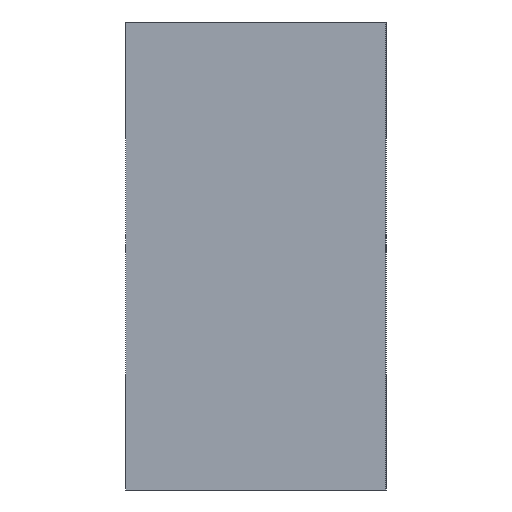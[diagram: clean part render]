
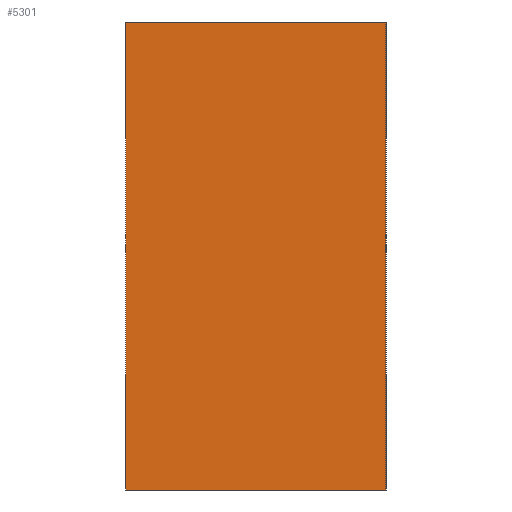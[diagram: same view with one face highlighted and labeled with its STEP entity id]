
A CAD part, left-side view. The second image highlights one B-rep face of the part: STEP entity #5301.
In plain terms, the highlighted planar face has unit normal (-1, 0, 0).
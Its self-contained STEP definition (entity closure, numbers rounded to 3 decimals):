
#68=PLANE('',#5677);
#446=FACE_OUTER_BOUND('',#768,.T.);
#768=EDGE_LOOP('',(#4688,#4689,#4690,#4691));
#1502=LINE('',#22577,#1795);
#1505=LINE('',#22583,#1798);
#1510=LINE('',#22592,#1803);
#1515=LINE('',#22600,#1808);
#1795=VECTOR('',#6670,10.);
#1798=VECTOR('',#6675,10.);
#1803=VECTOR('',#6684,10.);
#1808=VECTOR('',#6691,10.);
#2300=VERTEX_POINT('',#22574);
#2301=VERTEX_POINT('',#22576);
#2302=VERTEX_POINT('',#22580);
#2303=VERTEX_POINT('',#22582);
#3096=EDGE_CURVE('',#2301,#2300,#1502,.T.);
#3099=EDGE_CURVE('',#2303,#2302,#1505,.T.);
#3104=EDGE_CURVE('',#2302,#2301,#1510,.T.);
#3109=EDGE_CURVE('',#2300,#2303,#1515,.T.);
#4688=ORIENTED_EDGE('',*,*,#3099,.T.);
#4689=ORIENTED_EDGE('',*,*,#3104,.T.);
#4690=ORIENTED_EDGE('',*,*,#3096,.T.);
#4691=ORIENTED_EDGE('',*,*,#3109,.T.);
#5301=ADVANCED_FACE('',(#446),#68,.T.);
#5677=AXIS2_PLACEMENT_3D('',#22601,#6692,#6693);
#6670=DIRECTION('',(0.,0.,1.));
#6675=DIRECTION('',(0.,0.,-1.));
#6684=DIRECTION('',(0.,-1.,0.));
#6691=DIRECTION('',(0.,1.,0.));
#6692=DIRECTION('center_axis',(-1.,0.,0.));
#6693=DIRECTION('ref_axis',(0.,0.,1.));
#22574=CARTESIAN_POINT('',(-75.,-12.5,22.5));
#22576=CARTESIAN_POINT('',(-75.,-12.5,-22.5));
#22577=CARTESIAN_POINT('',(-75.,-12.5,-22.5));
#22580=CARTESIAN_POINT('',(-75.,12.5,-22.5));
#22582=CARTESIAN_POINT('',(-75.,12.5,22.5));
#22583=CARTESIAN_POINT('',(-75.,12.5,22.5));
#22592=CARTESIAN_POINT('',(-75.,12.5,-22.5));
#22600=CARTESIAN_POINT('',(-75.,-12.5,22.5));
#22601=CARTESIAN_POINT('Origin',(-75.,0.,0.));
